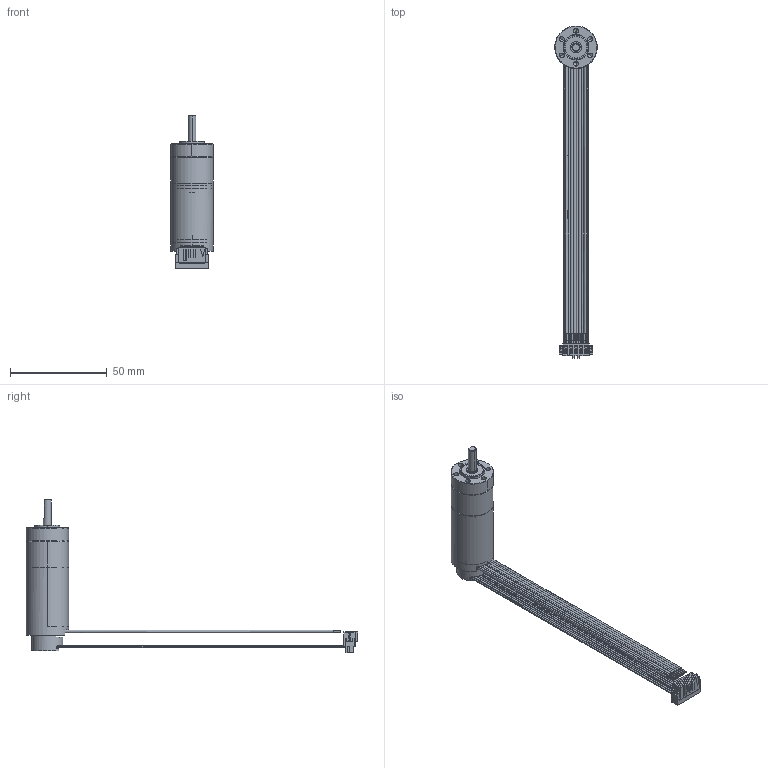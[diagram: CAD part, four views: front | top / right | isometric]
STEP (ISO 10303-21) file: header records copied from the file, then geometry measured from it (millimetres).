
FILE_DESCRIPTION((''),'2;1');
FILE_NAME('4611180000656_SW0001','2022-11-16T14:24:55',('MS05792'),(''),'CREO PARAMETRIC BY PTC INC, 2018100','CREO PARAMETRIC BY PTC INC, 2018100','');
FILE_SCHEMA(('CONFIG_CONTROL_DESIGN'));
Length unit declared in the file: millimetre
Products named in the file (1): 4611180000656_SW0001
Bounding box: 22 x 171.88 x 79.38 mm (x, y, z)
Volume: 14972.5 mm3; surface area: 24548.9 mm2
Topology: 1 solids, 4 shells, 2169 faces, 6049 edges, 3922 vertices
Faces by surface type: plane 1092, cylinder 582, cone 221, extrusion 152, torus 50, bspline 48, sphere 24
Entity records: 76254 total; most frequent: CARTESIAN_POINT 20542, ORIENTED_EDGE 12058, DIRECTION 11036, EDGE_CURVE 6029, VERTEX_POINT 3924, VECTOR 3828, LINE 3676, AXIS2_PLACEMENT_3D 3604
